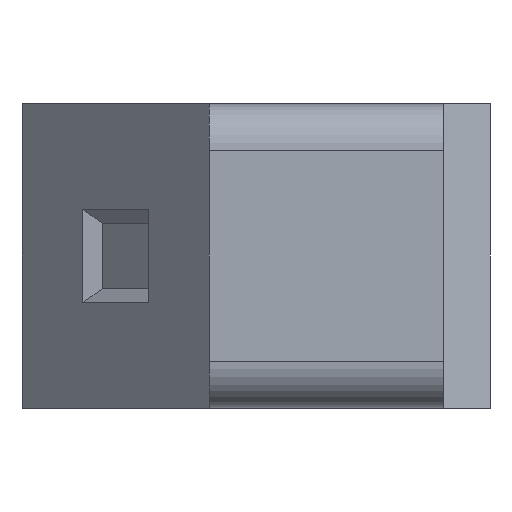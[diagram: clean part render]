
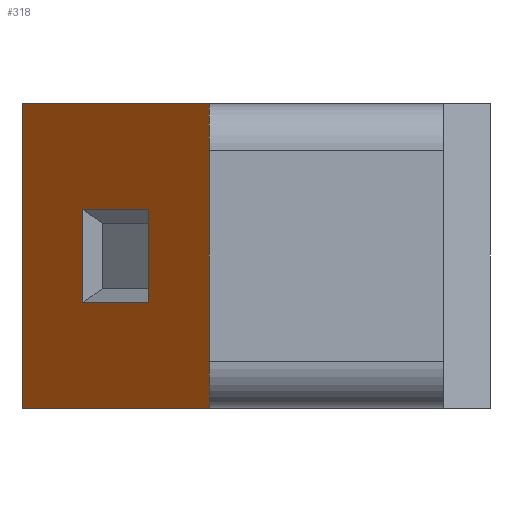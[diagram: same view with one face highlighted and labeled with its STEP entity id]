
A CAD part, left-side view. The second image highlights one B-rep face of the part: STEP entity #318.
In plain terms, the highlighted planar face has unit normal (-0.707, 0.707, 0).
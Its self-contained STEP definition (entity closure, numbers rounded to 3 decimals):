
#6 = VECTOR ( 'NONE', #751, 1000. ) ;
#8 = EDGE_CURVE ( 'NONE', #577, #225, #563, .T. ) ;
#25 = VECTOR ( 'NONE', #505, 1000. ) ;
#33 = CARTESIAN_POINT ( 'NONE',  ( -7., -4., 6.5 ) ) ;
#52 = PLANE ( 'NONE',  #211 ) ;
#53 = ORIENTED_EDGE ( 'NONE', *, *, #641, .T. ) ;
#57 = ORIENTED_EDGE ( 'NONE', *, *, #270, .F. ) ;
#58 = CARTESIAN_POINT ( 'NONE',  ( -3., 0., 6.5 ) ) ;
#60 = LINE ( 'NONE', #387, #25 ) ;
#67 = CARTESIAN_POINT ( 'NONE',  ( -3., 0., 6.5 ) ) ;
#84 = DIRECTION ( 'NONE',  ( 0., 0., 1. ) ) ;
#108 = ORIENTED_EDGE ( 'NONE', *, *, #8, .F. ) ;
#116 = VECTOR ( 'NONE', #434, 1000. ) ;
#117 = VERTEX_POINT ( 'NONE', #384 ) ;
#123 = LINE ( 'NONE', #150, #245 ) ;
#140 = CARTESIAN_POINT ( 'NONE',  ( -3., 0., 0. ) ) ;
#149 = EDGE_CURVE ( 'NONE', #117, #372, #673, .T. ) ;
#150 = CARTESIAN_POINT ( 'NONE',  ( -5.707, -2.707, 2.25 ) ) ;
#171 = CARTESIAN_POINT ( 'NONE',  ( -1.5, 1.5, 0. ) ) ;
#178 = CARTESIAN_POINT ( 'NONE',  ( -4.293, -1.293, 4.25 ) ) ;
#203 = ORIENTED_EDGE ( 'NONE', *, *, #149, .F. ) ;
#205 = EDGE_CURVE ( 'NONE', #637, #607, #321, .T. ) ;
#206 = DIRECTION ( 'NONE',  ( 0., 0., -1. ) ) ;
#211 = AXIS2_PLACEMENT_3D ( 'NONE', #817, #455, #206 ) ;
#225 = VERTEX_POINT ( 'NONE', #583 ) ;
#245 = VECTOR ( 'NONE', #84, 1000. ) ;
#268 = CARTESIAN_POINT ( 'NONE',  ( -4.293, -1.293, 4.25 ) ) ;
#270 = EDGE_CURVE ( 'NONE', #372, #637, #656, .T. ) ;
#275 = VERTEX_POINT ( 'NONE', #178 ) ;
#293 = LINE ( 'NONE', #822, #307 ) ;
#298 = EDGE_LOOP ( 'NONE', ( #203, #53, #597, #57 ) ) ;
#305 = CARTESIAN_POINT ( 'NONE',  ( -3., 0., 6.5 ) ) ;
#307 = VECTOR ( 'NONE', #653, 1000. ) ;
#318 = ADVANCED_FACE ( 'NONE', ( #420, #646 ), #52, .T. ) ;
#321 = LINE ( 'NONE', #67, #362 ) ;
#362 = VECTOR ( 'NONE', #519, 1000. ) ;
#372 = VERTEX_POINT ( 'NONE', #140 ) ;
#384 = CARTESIAN_POINT ( 'NONE',  ( -7., -4., 0. ) ) ;
#387 = CARTESIAN_POINT ( 'NONE',  ( -7., -4., 0. ) ) ;
#420 = FACE_BOUND ( 'NONE', #520, .T. ) ;
#432 = ORIENTED_EDGE ( 'NONE', *, *, #724, .F. ) ;
#434 = DIRECTION ( 'NONE',  ( -0.707, -0.707, 0. ) ) ;
#455 = DIRECTION ( 'NONE',  ( -0.707, 0.707, 0. ) ) ;
#461 = DIRECTION ( 'NONE',  ( 0., 0., 1. ) ) ;
#487 = VECTOR ( 'NONE', #708, 1000. ) ;
#505 = DIRECTION ( 'NONE',  ( 0., 0., 1. ) ) ;
#519 = DIRECTION ( 'NONE',  ( -0.707, -0.707, 0. ) ) ;
#520 = EDGE_LOOP ( 'NONE', ( #699, #587, #108, #432 ) ) ;
#549 = EDGE_CURVE ( 'NONE', #225, #775, #123, .T. ) ;
#563 = LINE ( 'NONE', #618, #116 ) ;
#571 = LINE ( 'NONE', #268, #487 ) ;
#577 = VERTEX_POINT ( 'NONE', #626 ) ;
#583 = CARTESIAN_POINT ( 'NONE',  ( -5.707, -2.707, 2.25 ) ) ;
#587 = ORIENTED_EDGE ( 'NONE', *, *, #549, .F. ) ;
#597 = ORIENTED_EDGE ( 'NONE', *, *, #205, .F. ) ;
#607 = VERTEX_POINT ( 'NONE', #33 ) ;
#618 = CARTESIAN_POINT ( 'NONE',  ( -4.293, -1.293, 2.25 ) ) ;
#626 = CARTESIAN_POINT ( 'NONE',  ( -4.293, -1.293, 2.25 ) ) ;
#637 = VERTEX_POINT ( 'NONE', #305 ) ;
#641 = EDGE_CURVE ( 'NONE', #117, #607, #60, .T. ) ;
#646 = FACE_OUTER_BOUND ( 'NONE', #298, .T. ) ;
#653 = DIRECTION ( 'NONE',  ( 0., 0., -1. ) ) ;
#656 = LINE ( 'NONE', #58, #788 ) ;
#673 = LINE ( 'NONE', #171, #6 ) ;
#699 = ORIENTED_EDGE ( 'NONE', *, *, #732, .F. ) ;
#708 = DIRECTION ( 'NONE',  ( 0.707, 0.707, 0. ) ) ;
#724 = EDGE_CURVE ( 'NONE', #275, #577, #293, .T. ) ;
#732 = EDGE_CURVE ( 'NONE', #775, #275, #571, .T. ) ;
#751 = DIRECTION ( 'NONE',  ( 0.707, 0.707, 0. ) ) ;
#762 = CARTESIAN_POINT ( 'NONE',  ( -5.707, -2.707, 4.25 ) ) ;
#775 = VERTEX_POINT ( 'NONE', #762 ) ;
#788 = VECTOR ( 'NONE', #461, 1000. ) ;
#817 = CARTESIAN_POINT ( 'NONE',  ( -3., 0., 6.5 ) ) ;
#822 = CARTESIAN_POINT ( 'NONE',  ( -4.293, -1.293, 2.25 ) ) ;
